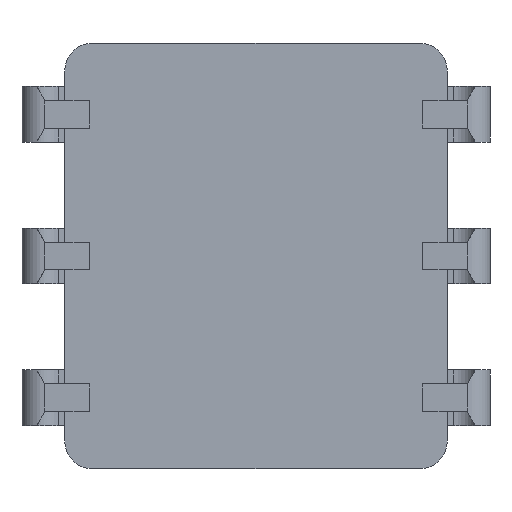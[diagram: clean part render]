
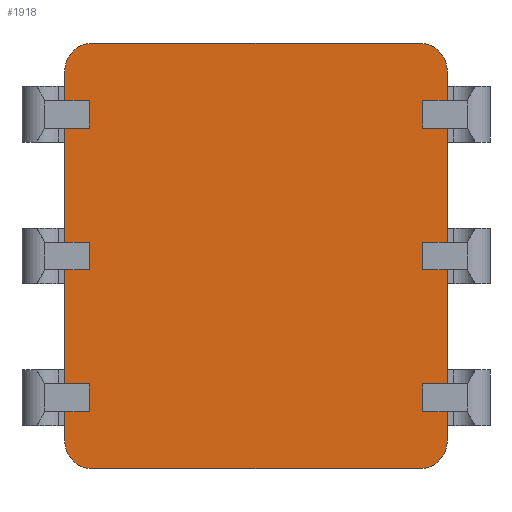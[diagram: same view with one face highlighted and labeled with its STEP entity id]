
A CAD part, front view. The second image highlights one B-rep face of the part: STEP entity #1918.
In plain terms, the highlighted planar face has unit normal (0, -1, 0).
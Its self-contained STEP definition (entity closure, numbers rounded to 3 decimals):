
#5=DIRECTION('',(1.,0.,0.));
#6=VECTOR('',#5,5.85);
#7=CARTESIAN_POINT('',(-2.925,-2.86,-3.81));
#8=LINE('',#7,#6);
#49=DIRECTION('',(0.,0.,1.));
#50=VECTOR('',#49,6.62);
#51=CARTESIAN_POINT('',(3.425,-2.86,-3.31));
#52=LINE('',#51,#50);
#101=CARTESIAN_POINT('',(2.925,-2.86,3.31));
#102=DIRECTION('',(0.,-1.,0.));
#103=DIRECTION('',(1.,0.,0.));
#104=AXIS2_PLACEMENT_3D('',#101,#102,#103);
#106=CARTESIAN_POINT('',(2.925,-2.86,-3.31));
#107=DIRECTION('',(0.,-1.,0.));
#108=DIRECTION('',(0.,0.,-1.));
#109=AXIS2_PLACEMENT_3D('',#106,#107,#108);
#111=CARTESIAN_POINT('',(-2.925,-2.86,-3.31));
#112=DIRECTION('',(0.,-1.,0.));
#113=DIRECTION('',(-1.,0.,0.));
#114=AXIS2_PLACEMENT_3D('',#111,#112,#113);
#116=DIRECTION('',(0.,0.,1.));
#117=VECTOR('',#116,6.62);
#118=CARTESIAN_POINT('',(-3.425,-2.86,-3.31));
#119=LINE('',#118,#117);
#120=CARTESIAN_POINT('',(-2.925,-2.86,3.31));
#121=DIRECTION('',(0.,-1.,0.));
#122=DIRECTION('',(0.,0.,1.));
#123=AXIS2_PLACEMENT_3D('',#120,#121,#122);
#189=DIRECTION('',(1.,0.,0.));
#190=VECTOR('',#189,5.85);
#191=CARTESIAN_POINT('',(-2.925,-2.86,3.81));
#192=LINE('',#191,#190);
#1369=CARTESIAN_POINT('',(3.425,-2.86,3.31));
#1370=VERTEX_POINT('',#1369);
#1371=CARTESIAN_POINT('',(2.925,-2.86,3.81));
#1372=VERTEX_POINT('',#1371);
#1373=CARTESIAN_POINT('',(-2.925,-2.86,3.81));
#1374=CARTESIAN_POINT('',(-3.425,-2.86,3.31));
#1375=VERTEX_POINT('',#1373);
#1376=VERTEX_POINT('',#1374);
#1385=CARTESIAN_POINT('',(-3.425,-2.86,-3.31));
#1386=VERTEX_POINT('',#1385);
#1387=CARTESIAN_POINT('',(-2.925,-2.86,-3.81));
#1388=VERTEX_POINT('',#1387);
#1389=CARTESIAN_POINT('',(2.925,-2.86,-3.81));
#1390=CARTESIAN_POINT('',(3.425,-2.86,-3.31));
#1391=VERTEX_POINT('',#1389);
#1392=VERTEX_POINT('',#1390);
#1900=CARTESIAN_POINT('',(-3.425,-2.86,-3.81));
#1901=DIRECTION('',(0.,-1.,0.));
#1902=DIRECTION('',(1.,0.,0.));
#1903=AXIS2_PLACEMENT_3D('',#1900,#1901,#1902);
#1904=PLANE('',#1903);
#1905=ORIENTED_EDGE('',*,*,#1836,.F.);
#1906=ORIENTED_EDGE('',*,*,#1852,.F.);
#1907=ORIENTED_EDGE('',*,*,#1892,.F.);
#1908=ORIENTED_EDGE('',*,*,#1782,.F.);
#1909=ORIENTED_EDGE('',*,*,#1800,.F.);
#1911=ORIENTED_EDGE('',*,*,#1910,.T.);
#1913=ORIENTED_EDGE('',*,*,#1912,.F.);
#1915=ORIENTED_EDGE('',*,*,#1914,.T.);
#1916=EDGE_LOOP('',(#1905,#1906,#1907,#1908,#1909,#1911,#1913,#1915));
#1917=FACE_OUTER_BOUND('',#1916,.F.);
#105=CIRCLE('',#104,0.5);
#110=CIRCLE('',#109,0.5);
#115=CIRCLE('',#114,0.5);
#124=CIRCLE('',#123,0.5);
#1782=EDGE_CURVE('',#1388,#1391,#8,.T.);
#1800=EDGE_CURVE('',#1386,#1388,#115,.T.);
#1836=EDGE_CURVE('',#1370,#1372,#105,.T.);
#1852=EDGE_CURVE('',#1392,#1370,#52,.T.);
#1892=EDGE_CURVE('',#1391,#1392,#110,.T.);
#1910=EDGE_CURVE('',#1386,#1376,#119,.T.);
#1912=EDGE_CURVE('',#1375,#1376,#124,.T.);
#1914=EDGE_CURVE('',#1375,#1372,#192,.T.);
#1918=ADVANCED_FACE('',(#1917),#1904,.T.);
